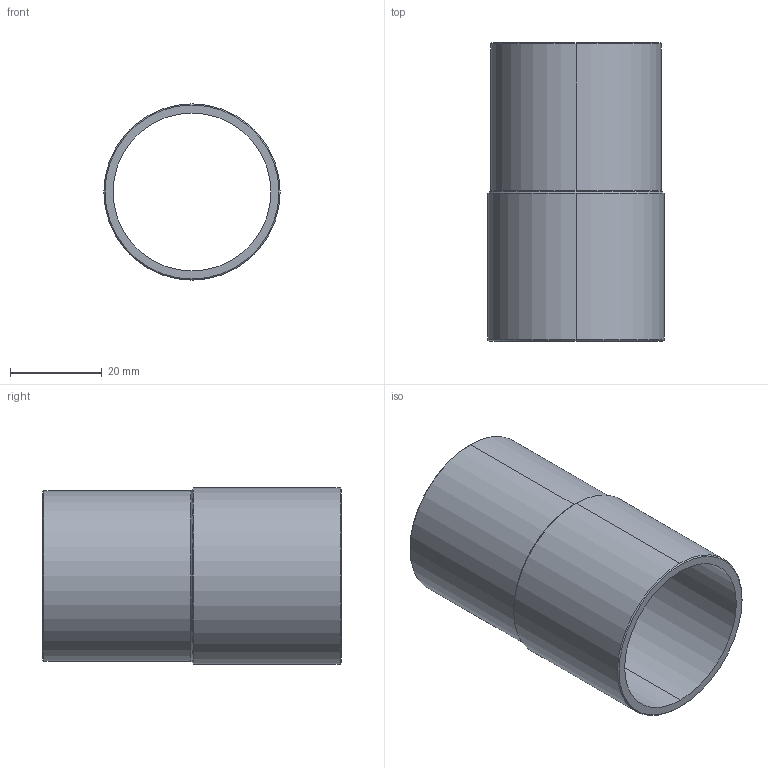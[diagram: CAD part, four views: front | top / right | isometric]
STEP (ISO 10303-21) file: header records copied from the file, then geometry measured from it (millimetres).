
FILE_DESCRIPTION (( 'STEP AP203' ), '1' );
FILE_NAME ('50105-240.STEP', '2016-04-29T09:55:28', ( '' ), ( '' ), 'SwSTEP 2.0', 'SolidWorks 2015', '' );
FILE_SCHEMA (( 'CONFIG_CONTROL_DESIGN' ));
Length unit declared in the file: millimetre
Products named in the file (1): 50105-240
Bounding box: 38.4 x 65 x 38.4 mm (x, y, z)
Volume: 12542.3 mm3; surface area: 15133.8 mm2
Topology: 1 solids, 1 shells, 232 faces, 608 edges, 402 vertices
Faces by surface type: plane 97, bspline 97, cylinder 30, cone 8
Entity records: 11413 total; most frequent: CARTESIAN_POINT 6240, ORIENTED_EDGE 1216, DIRECTION 768, EDGE_CURVE 608, VERTEX_POINT 402, VECTOR 292, LINE 292, EDGE_LOOP 258
